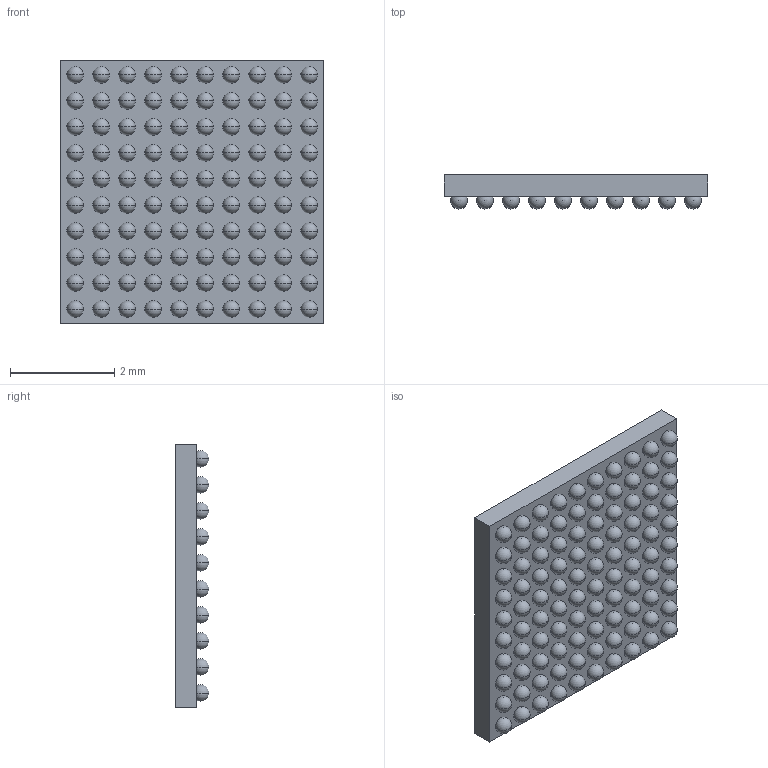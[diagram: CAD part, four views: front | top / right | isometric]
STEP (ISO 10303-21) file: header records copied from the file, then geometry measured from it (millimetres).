
FILE_DESCRIPTION (( 'STEP AP214' ), '1' );
FILE_NAME ('NXP WLCSP100.STEP', '2016-03-13T03:34:56', ( '' ), ( '' ), 'SwSTEP 2.0', 'SolidWorks 2015', '' );
FILE_SCHEMA (( 'AUTOMOTIVE_DESIGN' ));
Length unit declared in the file: millimetre
Products named in the file (1): NXP WLCSP100
Bounding box: 5.07 x 0.65 x 5.07 mm (x, y, z)
Volume: 12 mm3; surface area: 77.9 mm2
Topology: 1 solids, 1 shells, 209 faces, 918 edges, 612 vertices
Faces by surface type: sphere 200, plane 7, cylinder 2
Entity records: 8103 total; most frequent: DIRECTION 1242, CARTESIAN_POINT 940, ORIENTED_EDGE 836, AXIS2_PLACEMENT_3D 614, EDGE_CURVE 418, CIRCLE 404, VERTEX_POINT 312, EDGE_LOOP 310
